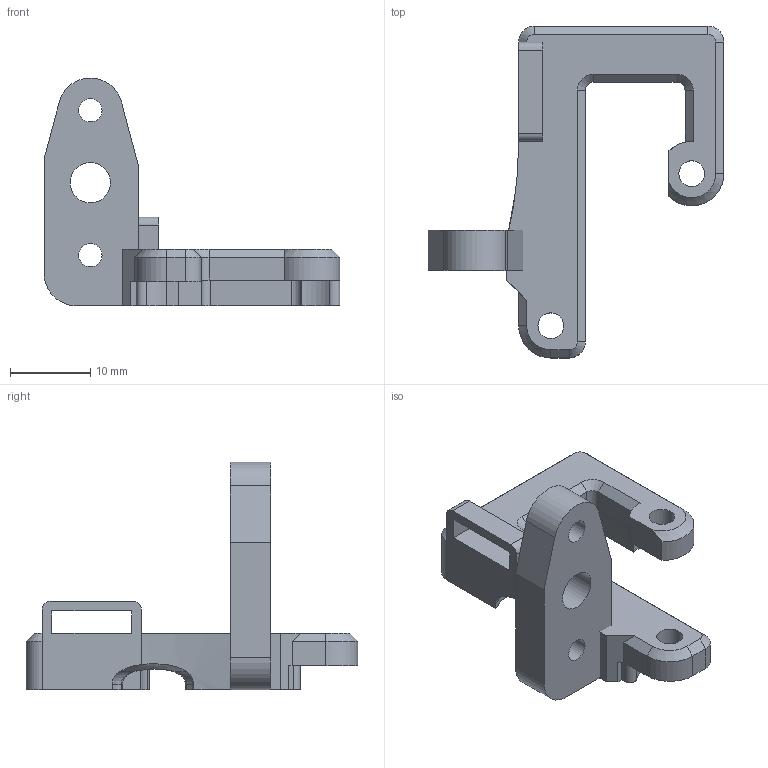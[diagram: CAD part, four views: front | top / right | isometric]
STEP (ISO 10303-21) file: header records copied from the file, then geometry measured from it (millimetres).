
FILE_DESCRIPTION(/* description */ (''),/* implementation_level */ '2;1');
FILE_NAME(/* name */ 'left-probe-mount.step',/* time_stamp */ '2023-09-13T07:44:13-04:00',/* author */ (''),/* organization */ (''),/* preprocessor_version */ 'ST-DEVELOPER v20',/* originating_system */ 'Autodesk Translation Framework v12.9.0.99',/* authorisation */ '');
FILE_SCHEMA (('AUTOMOTIVE_DESIGN { 1 0 10303 214 3 1 1 }'));
Length unit declared in the file: millimetre
Products named in the file (1): left-probe-mount
Bounding box: 36.75 x 41.25 x 28.29 mm (x, y, z)
Volume: 4417.4 mm3; surface area: 3464.6 mm2
Topology: 3 solids, 3 shells, 89 faces, 236 edges, 152 vertices
Faces by surface type: plane 49, cylinder 28, cone 7, bspline 2, torus 2, sphere 1
Full cylindrical faces by diameter (mm): 2.9 x2, 3.2 x2, 5 x1
Entity records: 2959 total; most frequent: CARTESIAN_POINT 664, ORIENTED_EDGE 472, DIRECTION 468, EDGE_CURVE 236, LINE 158, VECTOR 158, AXIS2_PLACEMENT_3D 155, VERTEX_POINT 152
